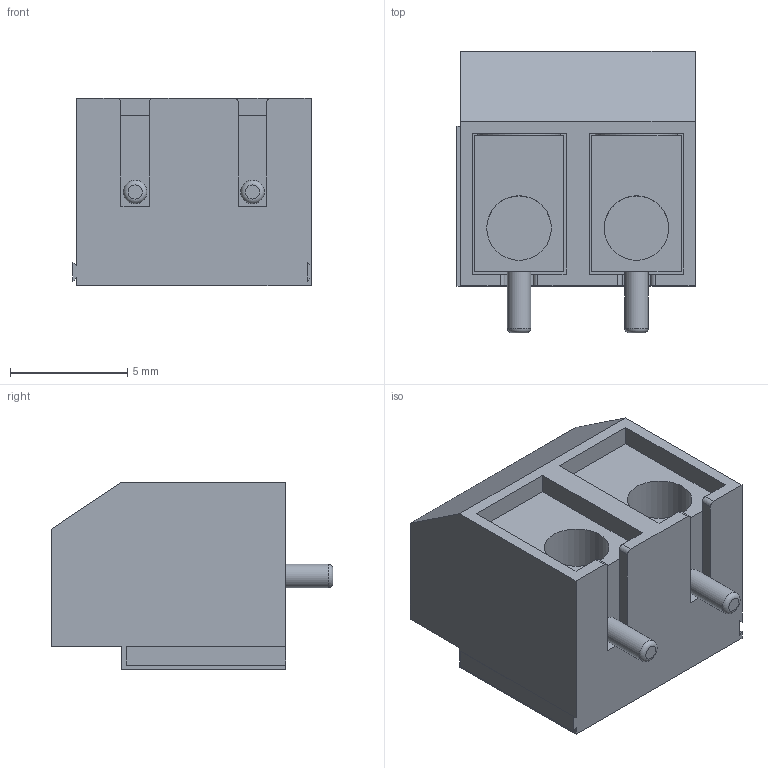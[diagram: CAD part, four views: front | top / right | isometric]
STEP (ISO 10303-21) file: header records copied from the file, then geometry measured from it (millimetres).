
FILE_DESCRIPTION(/* description */ (''),/* implementation_level */ '2;1');
FILE_NAME(/* name */ 'Screw Terminal Block 5mm Blue 2-way.step',/* time_stamp */ '2019-02-11T02:46:02+11:00',/* author */ ('austfox'),/* organization */ (''),/* preprocessor_version */ 'ST-DEVELOPER v17.2',/* originating_system */ 'Autodesk Translation Framework v7.6.0.251',/* authorisation */ '');
FILE_SCHEMA (('AUTOMOTIVE_DESIGN { 1 0 10303 214 3 1 1 }'));
Length unit declared in the file: millimetre
Products named in the file (1): Screw Terminal Block 5mm Blue 2-way
Bounding box: 10.15 x 12 x 8 mm (x, y, z)
Volume: 579.1 mm3; surface area: 1354.4 mm2
Topology: 7 solids, 7 shells, 111 faces, 281 edges, 186 vertices
Faces by surface type: plane 79, cylinder 28, torus 4
Full cylindrical faces by diameter (mm): 1 x2, 2.75 x2, 3.5 x2, 3.8 x2
Entity records: 3377 total; most frequent: CARTESIAN_POINT 579, DIRECTION 569, ORIENTED_EDGE 562, EDGE_CURVE 281, LINE 217, VECTOR 217, VERTEX_POINT 186, AXIS2_PLACEMENT_3D 176
